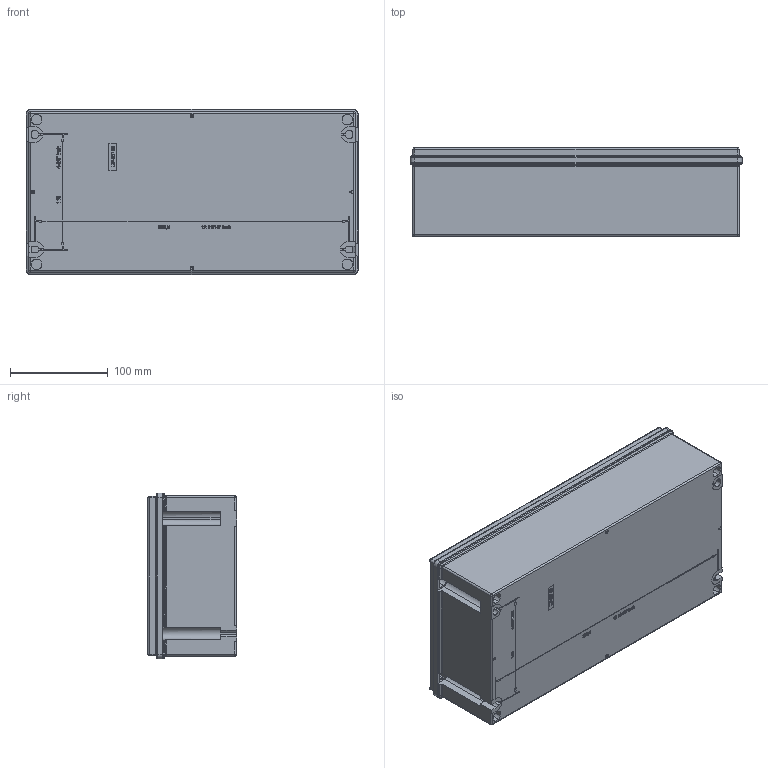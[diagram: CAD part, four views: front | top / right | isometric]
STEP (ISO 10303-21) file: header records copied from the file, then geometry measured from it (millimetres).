
FILE_DESCRIPTION (( 'STEP AP203' ), '1' );
FILE_NAME ('8146-_S71.STEP', '2014-10-13T12:17:53', ( '' ), ( '' ), 'SwSTEP 2.0', 'SolidWorks 2014', '' );
FILE_SCHEMA (( 'CONFIG_CONTROL_DESIGN' ));
Length unit declared in the file: millimetre
Products named in the file (8): 81_469_48_05_0; 81_460_53_05_0_3d export; 509_642_0; 509_642_0_1_montiert; 8146-_S71; 81_469_59_04_0_3d export
Assembly tree (10 placements, depth 3):
  8146-_S71
    81_469_59_04_0_3d export
      81_469_59_04_0_3d export
    81_460_53_05_0_3d export
      81_469_48_05_0
    509_642_0  x4
      509_642_0
      509_642_0_1_montiert
Bounding box: 340.5 x 91.3 x 170 mm (x, y, z)
Volume: 757970.6 mm3; surface area: 444730.9 mm2
Topology: 10 solids, 10 shells, 1774 faces, 4566 edges, 2935 vertices
Faces by surface type: plane 934, bspline 392, cylinder 288, cone 84, torus 64, sphere 12
Entity records: 71863 total; most frequent: CARTESIAN_POINT 33335, ORIENTED_EDGE 8520, DIRECTION 6471, EDGE_CURVE 4260, VERTEX_POINT 2749, VECTOR 2709, LINE 2709, AXIS2_PLACEMENT_3D 1881
